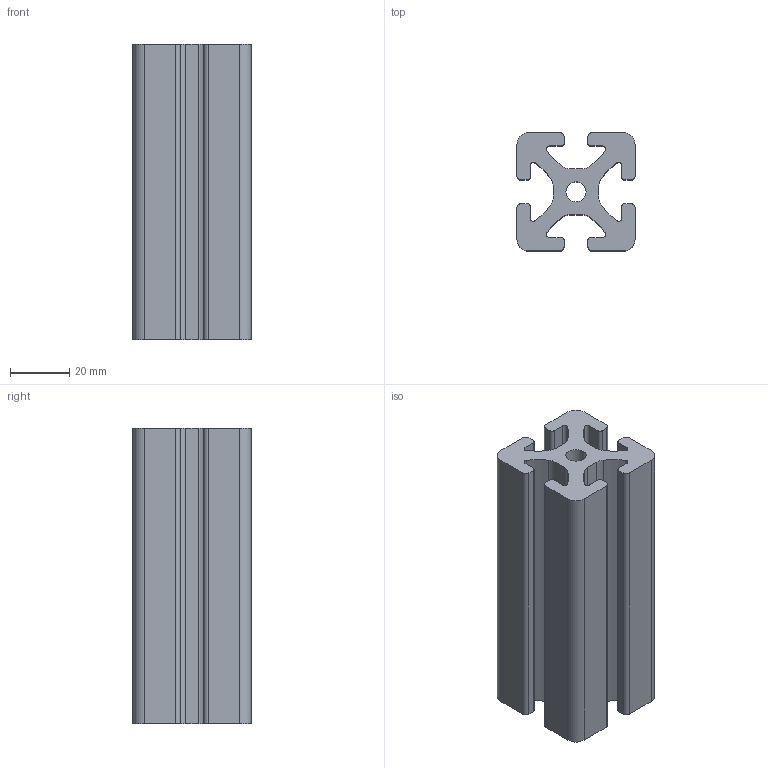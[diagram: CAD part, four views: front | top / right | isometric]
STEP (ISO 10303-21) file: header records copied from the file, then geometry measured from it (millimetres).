
FILE_DESCRIPTION(/* description */ ('Profil 40x40 '),/* implementation_level */ '2;1');
FILE_NAME(/* name */ '174040.stp',/* time_stamp */ '2024-10-09T10:19:09+02:00',/* author */ ('Alutec KK'),/* organization */ ('Alutec K&K'),/* preprocessor_version */ 'ST-DEVELOPER v20',/* originating_system */ 'Autodesk Inventor 2024',/* authorisation */ '');
FILE_SCHEMA (('AUTOMOTIVE_DESIGN { 1 0 10303 214 3 1 1 }'));
Length unit declared in the file: millimetre
Products named in the file (1): 174040
Bounding box: 40 x 40 x 100 mm (x, y, z)
Volume: 92887.9 mm3; surface area: 34423.5 mm2
Topology: 1 solids, 1 shells, 75 faces, 219 edges, 146 vertices
Faces by surface type: cylinder 45, plane 30
Full cylindrical faces by diameter (mm): 6.8 x1
Entity records: 2570 total; most frequent: DIRECTION 461, CARTESIAN_POINT 441, ORIENTED_EDGE 438, EDGE_CURVE 219, AXIS2_PLACEMENT_3D 166, VERTEX_POINT 146, LINE 129, VECTOR 129
